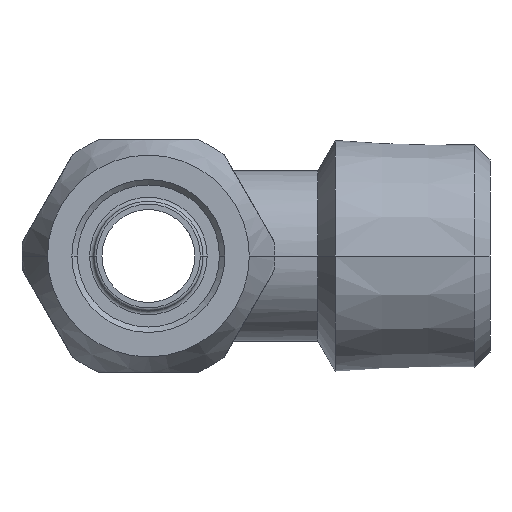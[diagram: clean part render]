
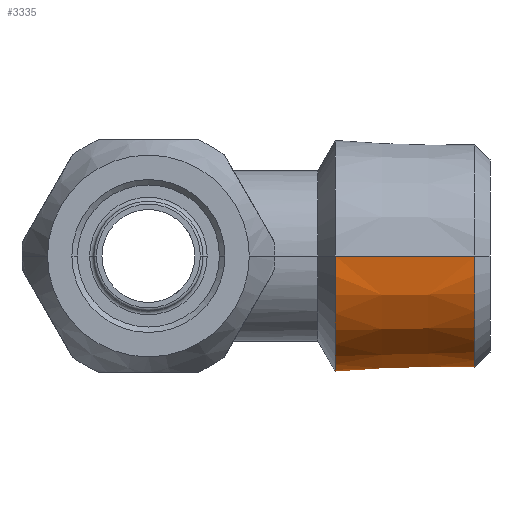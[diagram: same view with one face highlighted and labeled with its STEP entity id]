
A CAD part, left-side view. The second image highlights one B-rep face of the part: STEP entity #3335.
In plain terms, the highlighted conical face has half-angle 1.78 degrees and reference radius 8.294 mm.
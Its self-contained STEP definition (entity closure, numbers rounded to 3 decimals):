
#784=CARTESIAN_POINT('',(0.,-13.684,0.));
#785=DIRECTION('',(0.,-1.,0.));
#786=DIRECTION('',(-1.,0.,0.));
#787=AXIS2_PLACEMENT_3D('',#784,#785,#786);
#802=DIRECTION('',(-0.031,-1.,0.));
#803=VECTOR('',#802,10.221);
#804=CARTESIAN_POINT('',(8.453,-13.684,0.));
#805=LINE('',#804,#803);
#806=DIRECTION('',(0.031,-1.,0.));
#807=VECTOR('',#806,10.221);
#808=CARTESIAN_POINT('',(-8.453,-13.684,0.));
#809=LINE('',#808,#807);
#833=CARTESIAN_POINT('',(0.,-23.9,0.));
#834=DIRECTION('',(0.,1.,0.));
#835=DIRECTION('',(1.,0.,0.));
#836=AXIS2_PLACEMENT_3D('',#833,#834,#835);
#2226=CARTESIAN_POINT('',(8.135,-23.9,0.));
#2228=VERTEX_POINT('',#2226);
#2230=CARTESIAN_POINT('',(-8.135,-23.9,0.));
#2232=VERTEX_POINT('',#2230);
#2234=CARTESIAN_POINT('',(8.453,-13.684,0.));
#2235=CARTESIAN_POINT('',(-8.453,-13.684,0.));
#2236=VERTEX_POINT('',#2234);
#2237=VERTEX_POINT('',#2235);
#3321=CARTESIAN_POINT('',(0.,-18.792,0.));
#3322=DIRECTION('',(0.,1.,0.));
#3323=DIRECTION('',(1.,0.,0.));
#3324=AXIS2_PLACEMENT_3D('',#3321,#3322,#3323);
#3325=CONICAL_SURFACE('',#3324,8.294,1.78);
#3326=ORIENTED_EDGE('',*,*,#3311,.F.);
#3328=ORIENTED_EDGE('',*,*,#3327,.T.);
#3330=ORIENTED_EDGE('',*,*,#3329,.F.);
#3332=ORIENTED_EDGE('',*,*,#3331,.F.);
#3333=EDGE_LOOP('',(#3326,#3328,#3330,#3332));
#3334=FACE_OUTER_BOUND('',#3333,.F.);
#3335=ADVANCED_FACE('',(#3334),#3325,.T.);
#788=CIRCLE('',#787,8.453);
#837=CIRCLE('',#836,8.135);
#3311=EDGE_CURVE('',#2237,#2236,#788,.T.);
#3327=EDGE_CURVE('',#2237,#2232,#809,.T.);
#3329=EDGE_CURVE('',#2228,#2232,#837,.T.);
#3331=EDGE_CURVE('',#2236,#2228,#805,.T.);
